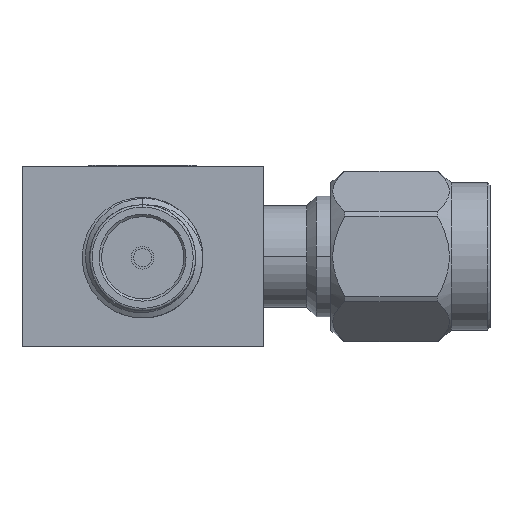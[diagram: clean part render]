
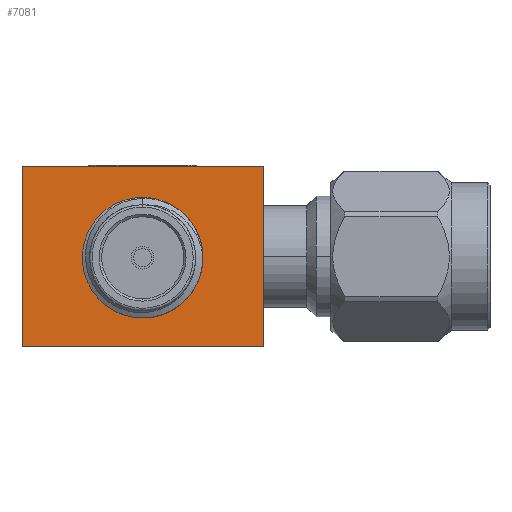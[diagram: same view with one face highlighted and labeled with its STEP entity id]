
A CAD part, left-side view. The second image highlights one B-rep face of the part: STEP entity #7081.
In plain terms, the highlighted planar face has unit normal (-1, 0, 0).
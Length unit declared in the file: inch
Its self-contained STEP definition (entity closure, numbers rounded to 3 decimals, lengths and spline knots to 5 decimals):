
#475 = ORIENTED_EDGE ( 'NONE', *, *, #7133, .T. ) ;
#487 = LINE ( 'NONE', #718, #7961 ) ;
#573 = ORIENTED_EDGE ( 'NONE', *, *, #1366, .F. ) ;
#718 = CARTESIAN_POINT ( 'NONE',  ( -0.25, -0.25, -0.1875 ) ) ;
#783 = VERTEX_POINT ( 'NONE', #7522 ) ;
#1228 = ORIENTED_EDGE ( 'NONE', *, *, #6803, .F. ) ;
#1287 = VERTEX_POINT ( 'NONE', #7043 ) ;
#1366 = EDGE_CURVE ( 'NONE', #783, #9310, #8908, .T. ) ;
#1389 = VECTOR ( 'NONE', #6418, 39.37008 ) ;
#1475 = VERTEX_POINT ( 'NONE', #4313 ) ;
#1630 = EDGE_LOOP ( 'NONE', ( #1777, #2007, #573, #475 ) ) ;
#1777 = ORIENTED_EDGE ( 'NONE', *, *, #7069, .T. ) ;
#1879 = DIRECTION ( 'NONE',  ( -1., 0., 0. ) ) ;
#1885 = DIRECTION ( 'NONE',  ( 0., 0., -1. ) ) ;
#2007 = ORIENTED_EDGE ( 'NONE', *, *, #8524, .F. ) ;
#2041 = DIRECTION ( 'NONE',  ( 0., -1., 0. ) ) ;
#2053 = ORIENTED_EDGE ( 'NONE', *, *, #4735, .F. ) ;
#2074 = CARTESIAN_POINT ( 'NONE',  ( -0.25, 0.25, 0.1875 ) ) ;
#2165 = DIRECTION ( 'NONE',  ( 0., 0., -1. ) ) ;
#2285 = AXIS2_PLACEMENT_3D ( 'NONE', #4718, #8409, #1885 ) ;
#2862 = DIRECTION ( 'NONE',  ( 0., -1., 0. ) ) ;
#2896 = DIRECTION ( 'NONE',  ( 0., 0., -1. ) ) ;
#3555 = DIRECTION ( 'NONE',  ( 1., 0., 0. ) ) ;
#3950 = VERTEX_POINT ( 'NONE', #9297 ) ;
#3958 = EDGE_LOOP ( 'NONE', ( #1228, #2053 ) ) ;
#3990 = CIRCLE ( 'NONE', #7543, 0.10989 ) ;
#4313 = CARTESIAN_POINT ( 'NONE',  ( -0.25, 0., 0.10739 ) ) ;
#4378 = CARTESIAN_POINT ( 'NONE',  ( -0.25, -0.25, 0.1875 ) ) ;
#4718 = CARTESIAN_POINT ( 'NONE',  ( -0.25, 0., -0.0025 ) ) ;
#4735 = EDGE_CURVE ( 'NONE', #1475, #8032, #3990, .T. ) ;
#4900 = CIRCLE ( 'NONE', #2285, 0.10989 ) ;
#4986 = PLANE ( 'NONE',  #8919 ) ;
#5255 = CARTESIAN_POINT ( 'NONE',  ( -0.25, -0.25, 0.1875 ) ) ;
#5554 = CARTESIAN_POINT ( 'NONE',  ( -0.25, 0., -0.0025 ) ) ;
#5833 = VECTOR ( 'NONE', #2041, 39.37008 ) ;
#6418 = DIRECTION ( 'NONE',  ( 0., 0., -1. ) ) ;
#6803 = EDGE_CURVE ( 'NONE', #8032, #1475, #4900, .T. ) ;
#6933 = LINE ( 'NONE', #2074, #8982 ) ;
#7043 = CARTESIAN_POINT ( 'NONE',  ( -0.25, 0.25, -0.1875 ) ) ;
#7069 = EDGE_CURVE ( 'NONE', #1287, #3950, #487, .T. ) ;
#7081 = ADVANCED_FACE ( 'NONE', ( #9346, #7851 ), #4986, .F. ) ;
#7133 = EDGE_CURVE ( 'NONE', #783, #1287, #6933, .T. ) ;
#7522 = CARTESIAN_POINT ( 'NONE',  ( -0.25, 0.25, 0.1875 ) ) ;
#7543 = AXIS2_PLACEMENT_3D ( 'NONE', #5554, #1879, #9174 ) ;
#7792 = CARTESIAN_POINT ( 'NONE',  ( -0.25, -0.25, 0.1875 ) ) ;
#7851 = FACE_OUTER_BOUND ( 'NONE', #1630, .T. ) ;
#7961 = VECTOR ( 'NONE', #2862, 39.37008 ) ;
#8032 = VERTEX_POINT ( 'NONE', #9108 ) ;
#8057 = LINE ( 'NONE', #9416, #1389 ) ;
#8409 = DIRECTION ( 'NONE',  ( -1., 0., 0. ) ) ;
#8524 = EDGE_CURVE ( 'NONE', #9310, #3950, #8057, .T. ) ;
#8908 = LINE ( 'NONE', #7792, #5833 ) ;
#8919 = AXIS2_PLACEMENT_3D ( 'NONE', #4378, #3555, #2165 ) ;
#8982 = VECTOR ( 'NONE', #2896, 39.37008 ) ;
#9108 = CARTESIAN_POINT ( 'NONE',  ( -0.25, 0., -0.11239 ) ) ;
#9174 = DIRECTION ( 'NONE',  ( 0., 0., -1. ) ) ;
#9297 = CARTESIAN_POINT ( 'NONE',  ( -0.25, -0.25, -0.1875 ) ) ;
#9310 = VERTEX_POINT ( 'NONE', #5255 ) ;
#9346 = FACE_BOUND ( 'NONE', #3958, .T. ) ;
#9416 = CARTESIAN_POINT ( 'NONE',  ( -0.25, -0.25, 0.1875 ) ) ;
